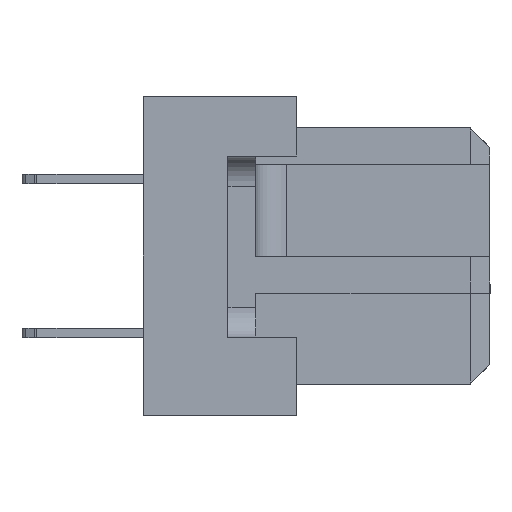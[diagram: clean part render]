
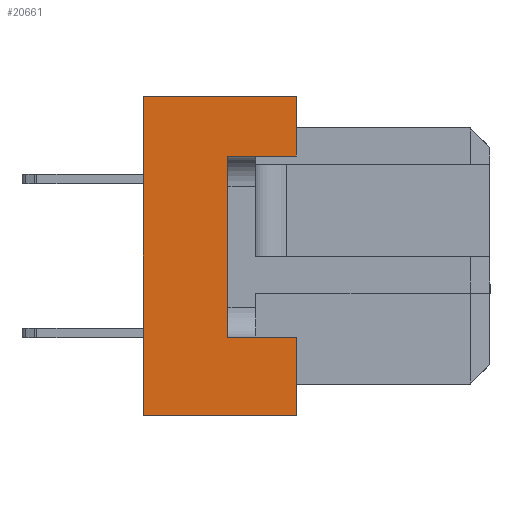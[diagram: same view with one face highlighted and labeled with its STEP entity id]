
A CAD part, left-side view. The second image highlights one B-rep face of the part: STEP entity #20661.
In plain terms, the highlighted planar face has unit normal (-1, 0, 0).
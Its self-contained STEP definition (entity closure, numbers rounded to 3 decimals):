
#767 = VERTEX_POINT ( 'NONE', #17957 ) ;
#1194 = CARTESIAN_POINT ( 'NONE',  ( -47.425, 8.65, -2.7 ) ) ;
#1414 = ORIENTED_EDGE ( 'NONE', *, *, #13969, .F. ) ;
#1684 = ORIENTED_EDGE ( 'NONE', *, *, #16228, .F. ) ;
#2186 = VERTEX_POINT ( 'NONE', #15407 ) ;
#2448 = ORIENTED_EDGE ( 'NONE', *, *, #6160, .F. ) ;
#2534 = CARTESIAN_POINT ( 'NONE',  ( -47.425, 11.45, 5.25 ) ) ;
#3015 = VECTOR ( 'NONE', #15232, 1000. ) ;
#3646 = VERTEX_POINT ( 'NONE', #23936 ) ;
#3869 = CARTESIAN_POINT ( 'NONE',  ( -47.425, 6.4, 5.25 ) ) ;
#3973 = DIRECTION ( 'NONE',  ( 0., 1., 0. ) ) ;
#5253 = DIRECTION ( 'NONE',  ( 0., 0., 1. ) ) ;
#5521 = DIRECTION ( 'NONE',  ( 0., -1., 0. ) ) ;
#5787 = EDGE_CURVE ( 'NONE', #12494, #2186, #11665, .T. ) ;
#6160 = EDGE_CURVE ( 'NONE', #2186, #767, #16674, .T. ) ;
#6604 = DIRECTION ( 'NONE',  ( 0., 1., 0. ) ) ;
#7587 = VECTOR ( 'NONE', #5521, 1000. ) ;
#7860 = CARTESIAN_POINT ( 'NONE',  ( -47.425, 6.4, 5.25 ) ) ;
#8642 = EDGE_CURVE ( 'NONE', #9505, #3646, #13680, .T. ) ;
#9505 = VERTEX_POINT ( 'NONE', #23326 ) ;
#9966 = EDGE_CURVE ( 'NONE', #3646, #23991, #11542, .T. ) ;
#11017 = CARTESIAN_POINT ( 'NONE',  ( -47.425, 11.45, -5.25 ) ) ;
#11037 = ORIENTED_EDGE ( 'NONE', *, *, #9966, .F. ) ;
#11066 = VECTOR ( 'NONE', #24384, 1000. ) ;
#11069 = CARTESIAN_POINT ( 'NONE',  ( -47.425, 6.4, -5.25 ) ) ;
#11542 = LINE ( 'NONE', #21673, #18964 ) ;
#11665 = LINE ( 'NONE', #18635, #11066 ) ;
#12494 = VERTEX_POINT ( 'NONE', #1194 ) ;
#13202 = DIRECTION ( 'NONE',  ( 0., 0., -1. ) ) ;
#13680 = LINE ( 'NONE', #7860, #3015 ) ;
#13836 = VECTOR ( 'NONE', #5253, 1000. ) ;
#13969 = EDGE_CURVE ( 'NONE', #18259, #15023, #14118, .T. ) ;
#14118 = LINE ( 'NONE', #11017, #13836 ) ;
#14491 = EDGE_CURVE ( 'NONE', #767, #18259, #24166, .T. ) ;
#15023 = VERTEX_POINT ( 'NONE', #2534 ) ;
#15232 = DIRECTION ( 'NONE',  ( 0., 0., -1. ) ) ;
#15276 = CARTESIAN_POINT ( 'NONE',  ( -47.425, 11.45, -5.25 ) ) ;
#15407 = CARTESIAN_POINT ( 'NONE',  ( -47.425, 6.4, -2.7 ) ) ;
#16228 = EDGE_CURVE ( 'NONE', #23991, #12494, #20160, .T. ) ;
#16674 = LINE ( 'NONE', #11069, #24396 ) ;
#16774 = PLANE ( 'NONE',  #22795 ) ;
#17087 = CARTESIAN_POINT ( 'NONE',  ( -47.425, 8.65, -5.25 ) ) ;
#17560 = CARTESIAN_POINT ( 'NONE',  ( -47.425, 11.45, -5.25 ) ) ;
#17708 = ORIENTED_EDGE ( 'NONE', *, *, #5787, .F. ) ;
#17957 = CARTESIAN_POINT ( 'NONE',  ( -47.425, 6.4, -5.25 ) ) ;
#17974 = ORIENTED_EDGE ( 'NONE', *, *, #20718, .F. ) ;
#18259 = VERTEX_POINT ( 'NONE', #17560 ) ;
#18528 = LINE ( 'NONE', #3869, #7587 ) ;
#18635 = CARTESIAN_POINT ( 'NONE',  ( -47.425, 11.45, -2.7 ) ) ;
#18956 = CARTESIAN_POINT ( 'NONE',  ( -47.425, 6.4, -5.25 ) ) ;
#18964 = VECTOR ( 'NONE', #6604, 1000. ) ;
#19115 = VECTOR ( 'NONE', #3973, 1000. ) ;
#20160 = LINE ( 'NONE', #17087, #23158 ) ;
#20661 = ADVANCED_FACE ( 'NONE', ( #22099 ), #16774, .F. ) ;
#20677 = EDGE_LOOP ( 'NONE', ( #17708, #1684, #11037, #22652, #17974, #1414, #24412, #2448 ) ) ;
#20718 = EDGE_CURVE ( 'NONE', #15023, #9505, #18528, .T. ) ;
#20827 = DIRECTION ( 'NONE',  ( 1., 0., 0. ) ) ;
#21673 = CARTESIAN_POINT ( 'NONE',  ( -47.425, 11.45, 3.3 ) ) ;
#22099 = FACE_OUTER_BOUND ( 'NONE', #20677, .T. ) ;
#22652 = ORIENTED_EDGE ( 'NONE', *, *, #8642, .F. ) ;
#22795 = AXIS2_PLACEMENT_3D ( 'NONE', #15276, #20827, #13202 ) ;
#22814 = DIRECTION ( 'NONE',  ( 0., 0., -1. ) ) ;
#23158 = VECTOR ( 'NONE', #22814, 1000. ) ;
#23326 = CARTESIAN_POINT ( 'NONE',  ( -47.425, 6.4, 5.25 ) ) ;
#23936 = CARTESIAN_POINT ( 'NONE',  ( -47.425, 6.4, 3.3 ) ) ;
#23991 = VERTEX_POINT ( 'NONE', #24398 ) ;
#24166 = LINE ( 'NONE', #18956, #19115 ) ;
#24384 = DIRECTION ( 'NONE',  ( 0., -1., 0. ) ) ;
#24396 = VECTOR ( 'NONE', #24449, 1000. ) ;
#24398 = CARTESIAN_POINT ( 'NONE',  ( -47.425, 8.65, 3.3 ) ) ;
#24412 = ORIENTED_EDGE ( 'NONE', *, *, #14491, .F. ) ;
#24449 = DIRECTION ( 'NONE',  ( 0., 0., -1. ) ) ;
